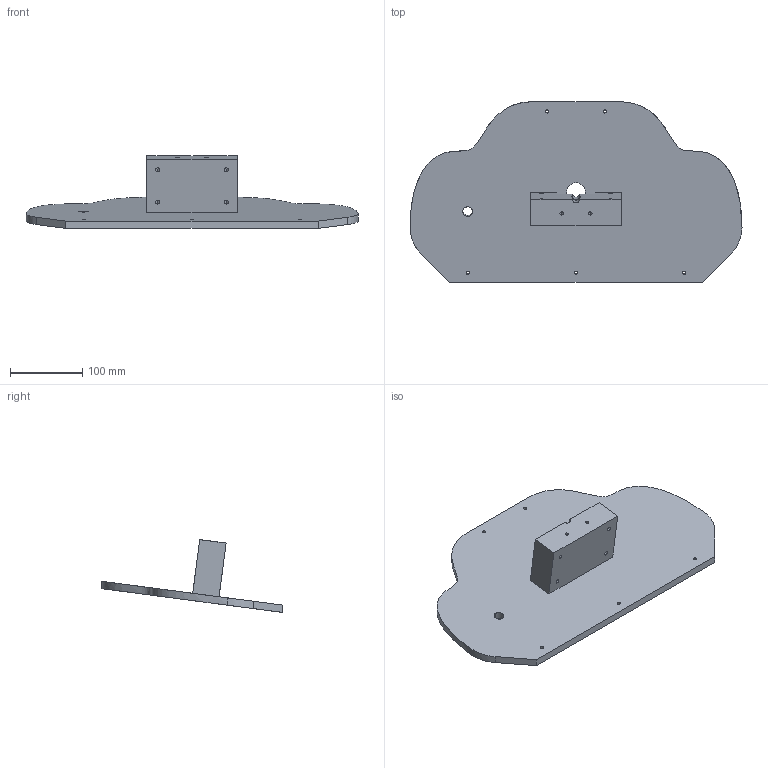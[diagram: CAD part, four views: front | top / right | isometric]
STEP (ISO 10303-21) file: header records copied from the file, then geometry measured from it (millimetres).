
FILE_DESCRIPTION (( 'STEP AP203' ), '1' );
FILE_NAME ('front_panel.STEP', '2024-03-07T22:11:18', ( '' ), ( '' ), 'SwSTEP 2.0', 'SolidWorks 2024', '' );
FILE_SCHEMA (( 'CONFIG_CONTROL_DESIGN' ));
Length unit declared in the file: millimetre
Products named in the file (1): front_panel
Bounding box: 459.73 x 250 x 100.77 mm (x, y, z)
Volume: 1262034.5 mm3; surface area: 232829.5 mm2
Topology: 1 solids, 1 shells, 69 faces, 177 edges, 118 vertices
Faces by surface type: cylinder 45, plane 22, bspline 2
Entity records: 2619 total; most frequent: CARTESIAN_POINT 752, DIRECTION 391, ORIENTED_EDGE 354, EDGE_CURVE 177, AXIS2_PLACEMENT_3D 154, VERTEX_POINT 118, EDGE_LOOP 99, CIRCLE 86
